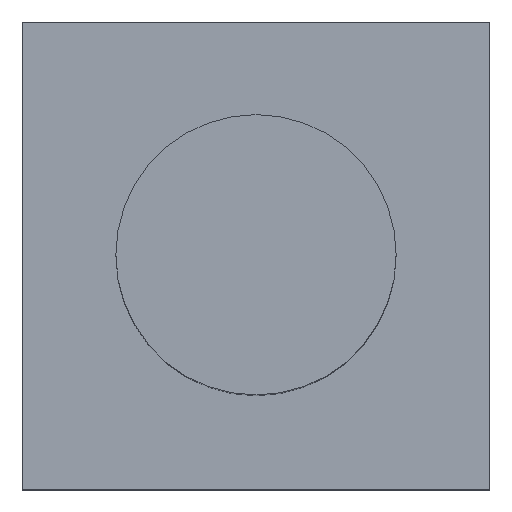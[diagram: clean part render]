
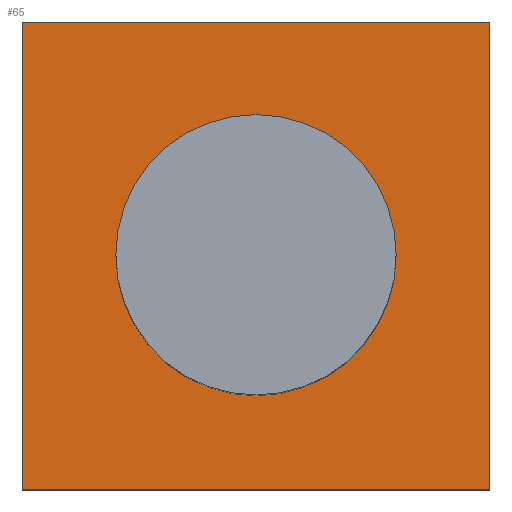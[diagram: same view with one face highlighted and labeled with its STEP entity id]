
A CAD part, top view. The second image highlights one B-rep face of the part: STEP entity #65.
In plain terms, the highlighted planar face has unit normal (0, 0, 1).
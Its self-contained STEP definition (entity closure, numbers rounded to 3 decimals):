
#65=ADVANCED_FACE('',(#76),#77,.T.);
#76=FACE_OUTER_BOUND('',#96,.T.);
#77=PLANE('',#97);
#96=EDGE_LOOP('',(#116,#117,#118,#119));
#97=AXIS2_PLACEMENT_3D('',#120,#121,#122);
#116=ORIENTED_EDGE('',*,*,#182,.T.);
#117=ORIENTED_EDGE('',*,*,#183,.T.);
#118=ORIENTED_EDGE('',*,*,#184,.T.);
#119=ORIENTED_EDGE('',*,*,#185,.T.);
#120=CARTESIAN_POINT('',(0.0,0.0,5.0));
#121=DIRECTION('',(0.0,0.0,1.0));
#122=DIRECTION('',(1.0,0.0,0.0));
#182=EDGE_CURVE('',#200,#201,#202,.T.);
#183=EDGE_CURVE('',#201,#203,#204,.T.);
#184=EDGE_CURVE('',#203,#205,#206,.T.);
#185=EDGE_CURVE('',#205,#200,#207,.T.);
#200=VERTEX_POINT('',#230);
#201=VERTEX_POINT('',#231);
#202=LINE('',#232,#233);
#203=VERTEX_POINT('',#234);
#204=LINE('',#235,#236);
#205=VERTEX_POINT('',#237);
#206=LINE('',#238,#239);
#207=LINE('',#240,#241);
#230=CARTESIAN_POINT('',(5.0,-5.0,5.0));
#231=CARTESIAN_POINT('',(5.0,5.0,5.0));
#232=CARTESIAN_POINT('',(5.0,0.0,5.0));
#233=VECTOR('',#274,1.0);
#234=CARTESIAN_POINT('',(-5.0,5.0,5.0));
#235=CARTESIAN_POINT('',(0.0,5.0,5.0));
#236=VECTOR('',#275,1.0);
#237=CARTESIAN_POINT('',(-5.0,-5.0,5.0));
#238=CARTESIAN_POINT('',(-5.0,0.0,5.0));
#239=VECTOR('',#276,1.0);
#240=CARTESIAN_POINT('',(0.0,-5.0,5.0));
#241=VECTOR('',#277,1.0);
#274=DIRECTION('',(0.0,1.0,0.0));
#275=DIRECTION('',(-1.0,0.0,0.0));
#276=DIRECTION('',(0.0,-1.0,0.0));
#277=DIRECTION('',(1.0,0.0,0.0));
